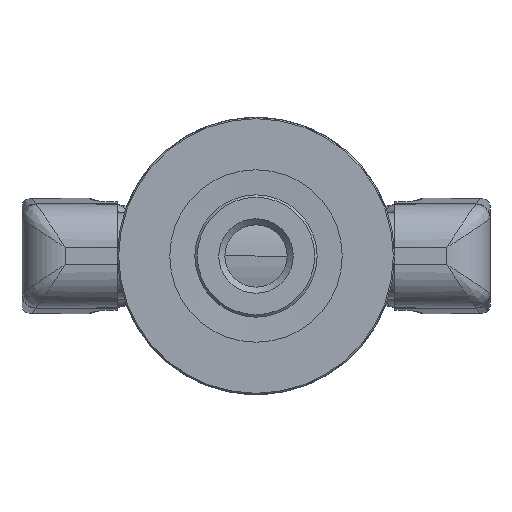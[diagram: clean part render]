
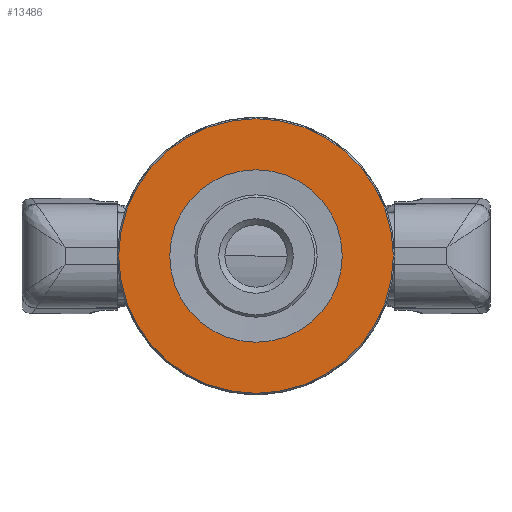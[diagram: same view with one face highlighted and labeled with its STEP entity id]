
A CAD part, front view. The second image highlights one B-rep face of the part: STEP entity #13486.
In plain terms, the highlighted face is planar.
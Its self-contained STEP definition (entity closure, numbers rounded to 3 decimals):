
#127=FACE_BOUND('',#4047,.T.);
#2506=PLANE('',#14457);
#3205=FACE_OUTER_BOUND('',#4046,.T.);
#4046=EDGE_LOOP('',(#11548));
#4047=EDGE_LOOP('',(#11549));
#4577=CIRCLE('',#14454,22.3);
#4579=CIRCLE('',#14458,14.);
#6295=VERTEX_POINT('',#39810);
#6297=VERTEX_POINT('',#39816);
#8129=EDGE_CURVE('',#6295,#6295,#4577,.T.);
#8131=EDGE_CURVE('',#6297,#6297,#4579,.T.);
#11548=ORIENTED_EDGE('',*,*,#8129,.F.);
#11549=ORIENTED_EDGE('',*,*,#8131,.F.);
#13486=ADVANCED_FACE('',(#3205,#127),#2506,.F.);
#14454=AXIS2_PLACEMENT_3D('',#39811,#16571,#16572);
#14457=AXIS2_PLACEMENT_3D('',#39815,#16577,#16578);
#14458=AXIS2_PLACEMENT_3D('',#39817,#16579,#16580);
#16571=DIRECTION('center_axis',(0.,0.,1.));
#16572=DIRECTION('ref_axis',(-1.,0.,0.));
#16577=DIRECTION('center_axis',(0.,0.,1.));
#16578=DIRECTION('ref_axis',(1.,0.,0.));
#16579=DIRECTION('center_axis',(0.,0.,-1.));
#16580=DIRECTION('ref_axis',(-1.,0.,0.));
#39810=CARTESIAN_POINT('',(22.3,0.,0.));
#39811=CARTESIAN_POINT('Origin',(0.,0.,0.));
#39815=CARTESIAN_POINT('Origin',(0.,0.,0.));
#39816=CARTESIAN_POINT('',(14.,0.,0.));
#39817=CARTESIAN_POINT('Origin',(0.,0.,0.));
